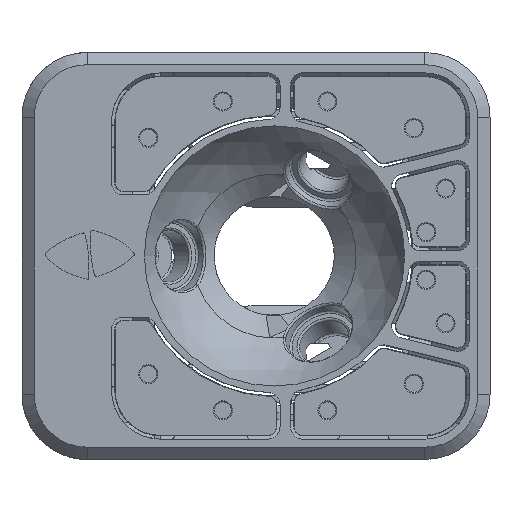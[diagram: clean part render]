
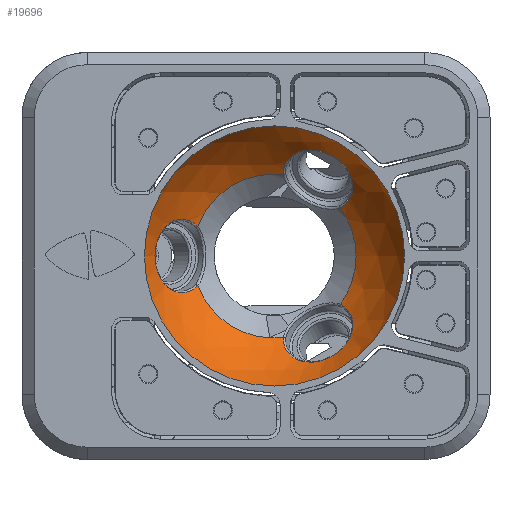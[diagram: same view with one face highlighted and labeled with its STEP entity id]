
A CAD part, top view. The second image highlights one B-rep face of the part: STEP entity #19696.
In plain terms, the highlighted spherical face has radius 34.6 mm.
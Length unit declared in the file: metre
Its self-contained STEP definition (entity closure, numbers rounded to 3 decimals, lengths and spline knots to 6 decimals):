
#402=SPHERICAL_SURFACE('',#20965,0.0346);
#667=B_SPLINE_CURVE_WITH_KNOTS('',3,(#29256,#29257,#29258,#29259),
 .UNSPECIFIED.,.F.,.F.,(4,4),(0.,0.000048),.UNSPECIFIED.);
#671=B_SPLINE_CURVE_WITH_KNOTS('',3,(#29281,#29282,#29283,#29284),
 .UNSPECIFIED.,.F.,.F.,(4,4),(0.,0.000048),.UNSPECIFIED.);
#673=B_SPLINE_CURVE_WITH_KNOTS('',3,(#29310,#29311,#29312,#29313,#29314,
#29315,#29316,#29317,#29318,#29319,#29320,#29321),.UNSPECIFIED.,.F.,.F.,
(4,1,1,1,1,1,1,1,1,4),(-0.02006,-0.015044,-0.010028,
-0.005011,0.000005,0.005022,0.010038,
0.015054,0.017563,0.020071),.UNSPECIFIED.);
#674=B_SPLINE_CURVE_WITH_KNOTS('',3,(#29322,#29323,#29324,#29325),
 .UNSPECIFIED.,.F.,.F.,(4,4),(0.,0.000021),.UNSPECIFIED.);
#675=B_SPLINE_CURVE_WITH_KNOTS('',3,(#29329,#29330,#29331,#29332),
 .UNSPECIFIED.,.F.,.F.,(4,4),(0.,0.000021),
 .UNSPECIFIED.);
#676=B_SPLINE_CURVE_WITH_KNOTS('',3,(#29333,#29334,#29335,#29336),
 .UNSPECIFIED.,.F.,.F.,(4,4),(0.,0.000021),
 .UNSPECIFIED.);
#677=B_SPLINE_CURVE_WITH_KNOTS('',3,(#29340,#29341,#29342,#29343),
 .UNSPECIFIED.,.F.,.F.,(4,4),(0.,0.000021),.UNSPECIFIED.);
#877=CIRCLE('',#20778,0.031964);
#945=CIRCLE('',#20856,0.020134);
#946=CIRCLE('',#20857,0.020134);
#947=CIRCLE('',#20858,0.020134);
#991=CIRCLE('',#20966,0.009044);
#992=CIRCLE('',#20967,0.009044);
#1859=ORIENTED_EDGE('',*,*,#7346,.F.);
#1860=ORIENTED_EDGE('',*,*,#7788,.T.);
#1861=ORIENTED_EDGE('',*,*,#7778,.T.);
#1862=ORIENTED_EDGE('',*,*,#7536,.F.);
#1863=ORIENTED_EDGE('',*,*,#7789,.T.);
#1864=ORIENTED_EDGE('',*,*,#7790,.T.);
#1865=ORIENTED_EDGE('',*,*,#7791,.T.);
#1866=ORIENTED_EDGE('',*,*,#7540,.F.);
#1867=ORIENTED_EDGE('',*,*,#7792,.F.);
#1868=ORIENTED_EDGE('',*,*,#7793,.F.);
#1869=ORIENTED_EDGE('',*,*,#7794,.F.);
#1870=ORIENTED_EDGE('',*,*,#7538,.T.);
#1871=ORIENTED_EDGE('',*,*,#7782,.F.);
#7346=EDGE_CURVE('',#10335,#10335,#877,.F.);
#7536=EDGE_CURVE('',#10525,#10526,#945,.T.);
#7538=EDGE_CURVE('',#10528,#10527,#946,.T.);
#7540=EDGE_CURVE('',#10529,#10530,#947,.T.);
#7778=EDGE_CURVE('',#10734,#10526,#667,.T.);
#7782=EDGE_CURVE('',#10737,#10527,#671,.T.);
#7788=EDGE_CURVE('',#10737,#10734,#673,.T.);
#7789=EDGE_CURVE('',#10525,#10742,#674,.T.);
#7790=EDGE_CURVE('',#10742,#10743,#991,.F.);
#7791=EDGE_CURVE('',#10743,#10530,#675,.T.);
#7792=EDGE_CURVE('',#10744,#10529,#676,.T.);
#7793=EDGE_CURVE('',#10745,#10744,#992,.F.);
#7794=EDGE_CURVE('',#10528,#10745,#677,.T.);
#10335=VERTEX_POINT('',#28058);
#10525=VERTEX_POINT('',#28456);
#10526=VERTEX_POINT('',#28457);
#10527=VERTEX_POINT('',#28466);
#10528=VERTEX_POINT('',#28468);
#10529=VERTEX_POINT('',#28476);
#10530=VERTEX_POINT('',#28478);
#10734=VERTEX_POINT('',#29260);
#10737=VERTEX_POINT('',#29280);
#10742=VERTEX_POINT('',#29326);
#10743=VERTEX_POINT('',#29328);
#10744=VERTEX_POINT('',#29337);
#10745=VERTEX_POINT('',#29339);
#16505=EDGE_LOOP('',(#1859));
#16506=EDGE_LOOP('',(#1860,#1861,#1862,#1863,#1864,#1865,#1866,#1867,#1868,
#1869,#1870,#1871));
#17765=FACE_BOUND('',#16505,.T.);
#17766=FACE_BOUND('',#16506,.T.);
#19696=ADVANCED_FACE('',(#17765,#17766),#402,.F.);
#20778=AXIS2_PLACEMENT_3D('',#28057,#22533,#22534);
#20856=AXIS2_PLACEMENT_3D('',#28455,#22807,#22808);
#20857=AXIS2_PLACEMENT_3D('',#28467,#22809,#22810);
#20858=AXIS2_PLACEMENT_3D('',#28477,#22811,#22812);
#20965=AXIS2_PLACEMENT_3D('',#29309,#23139,#23140);
#20966=AXIS2_PLACEMENT_3D('',#29327,#23141,#23142);
#20967=AXIS2_PLACEMENT_3D('',#29338,#23143,#23144);
#22533=DIRECTION('',(0.,0.,1.));
#22534=DIRECTION('',(1.,0.,0.));
#22807=DIRECTION('',(0.004,0.,1.));
#22808=DIRECTION('',(1.,0.,-0.004));
#22809=DIRECTION('',(-0.004,0.,-1.));
#22810=DIRECTION('',(1.,0.,-0.004));
#22811=DIRECTION('',(0.004,0.,1.));
#22812=DIRECTION('',(1.,0.,-0.004));
#23139=DIRECTION('',(0.,-1.,0.));
#23140=DIRECTION('',(1.,0.,0.));
#23141=DIRECTION('',(-0.321,-0.557,0.766));
#23142=DIRECTION('',(0.,-0.809,-0.588));
#23143=DIRECTION('',(0.321,-0.557,-0.766));
#23144=DIRECTION('',(0.,0.809,-0.588));
#28057=CARTESIAN_POINT('',(0.038143,-0.00334,0.0296));
#28058=CARTESIAN_POINT('',(0.070107,-0.00334,0.0296));
#28455=CARTESIAN_POINT('',(0.038042,-0.00334,0.014707));
#28456=CARTESIAN_POINT('',(0.040297,0.016667,0.014699));
#28457=CARTESIAN_POINT('',(0.019292,0.003995,0.014775));
#28466=CARTESIAN_POINT('',(0.019292,-0.010675,0.014775));
#28467=CARTESIAN_POINT('',(0.038042,-0.00334,0.014707));
#28468=CARTESIAN_POINT('',(0.040297,-0.023347,0.014699));
#28476=CARTESIAN_POINT('',(0.054328,-0.015177,0.014649));
#28477=CARTESIAN_POINT('',(0.038042,-0.00334,0.014707));
#28478=CARTESIAN_POINT('',(0.054328,0.008497,0.014649));
#29256=CARTESIAN_POINT('',(0.019268,0.003953,0.01478));
#29257=CARTESIAN_POINT('',(0.019278,0.003966,0.014776));
#29258=CARTESIAN_POINT('',(0.019286,0.00398,0.014775));
#29259=CARTESIAN_POINT('',(0.019292,0.003995,0.014775));
#29260=CARTESIAN_POINT('',(0.019268,0.003953,0.01478));
#29280=CARTESIAN_POINT('',(0.019268,-0.010633,0.01478));
#29281=CARTESIAN_POINT('',(0.019268,-0.010633,0.01478));
#29282=CARTESIAN_POINT('',(0.019278,-0.010646,0.014776));
#29283=CARTESIAN_POINT('',(0.019286,-0.01066,0.014775));
#29284=CARTESIAN_POINT('',(0.019292,-0.010675,0.014775));
#29309=CARTESIAN_POINT('',(0.038143,-0.00334,0.042846));
#29310=CARTESIAN_POINT('',(0.019268,-0.010633,0.01478));
#29311=CARTESIAN_POINT('',(0.018279,-0.011624,0.015703));
#29312=CARTESIAN_POINT('',(0.01593,-0.012817,0.017894));
#29313=CARTESIAN_POINT('',(0.012206,-0.011826,0.021372));
#29314=CARTESIAN_POINT('',(0.009429,-0.008338,0.023967));
#29315=CARTESIAN_POINT('',(0.008386,-0.003333,0.024942));
#29316=CARTESIAN_POINT('',(0.009431,0.001662,0.023965));
#29317=CARTESIAN_POINT('',(0.012212,0.005148,0.021366));
#29318=CARTESIAN_POINT('',(0.015307,0.005976,0.018476));
#29319=CARTESIAN_POINT('',(0.017708,0.005233,0.016235));
#29320=CARTESIAN_POINT('',(0.018774,0.004449,0.015241));
#29321=CARTESIAN_POINT('',(0.019268,0.003953,0.01478));
#29322=CARTESIAN_POINT('',(0.040297,0.016667,0.014699));
#29323=CARTESIAN_POINT('',(0.040304,0.016666,0.014699));
#29324=CARTESIAN_POINT('',(0.040312,0.016666,0.0147));
#29325=CARTESIAN_POINT('',(0.040319,0.016666,0.0147));
#29326=CARTESIAN_POINT('',(0.040319,0.016666,0.0147));
#29327=CARTESIAN_POINT('',(0.048876,0.015251,0.017263));
#29328=CARTESIAN_POINT('',(0.054316,0.008515,0.01465));
#29329=CARTESIAN_POINT('',(0.054316,0.008515,0.01465));
#29330=CARTESIAN_POINT('',(0.05432,0.008509,0.014649));
#29331=CARTESIAN_POINT('',(0.054324,0.008503,0.014649));
#29332=CARTESIAN_POINT('',(0.054328,0.008497,0.014649));
#29333=CARTESIAN_POINT('',(0.054316,-0.015195,0.01465));
#29334=CARTESIAN_POINT('',(0.05432,-0.015189,0.014649));
#29335=CARTESIAN_POINT('',(0.054324,-0.015183,0.014649));
#29336=CARTESIAN_POINT('',(0.054328,-0.015177,0.014649));
#29337=CARTESIAN_POINT('',(0.054316,-0.015195,0.01465));
#29338=CARTESIAN_POINT('',(0.048876,-0.021931,0.017263));
#29339=CARTESIAN_POINT('',(0.040319,-0.023346,0.0147));
#29340=CARTESIAN_POINT('',(0.040297,-0.023347,0.014699));
#29341=CARTESIAN_POINT('',(0.040304,-0.023346,0.014699));
#29342=CARTESIAN_POINT('',(0.040312,-0.023346,0.0147));
#29343=CARTESIAN_POINT('',(0.040319,-0.023346,0.0147));
